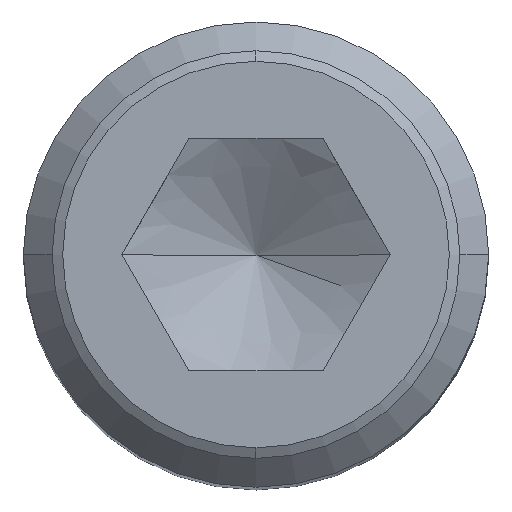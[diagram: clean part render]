
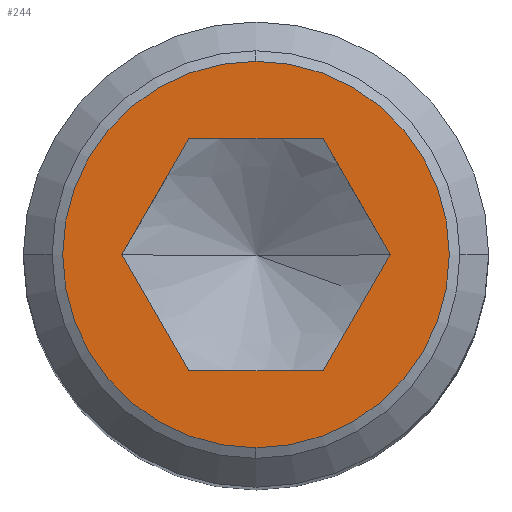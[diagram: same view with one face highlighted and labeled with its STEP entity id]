
A CAD part, top view. The second image highlights one B-rep face of the part: STEP entity #244.
In plain terms, the highlighted planar face has unit normal (0, 0, 1).
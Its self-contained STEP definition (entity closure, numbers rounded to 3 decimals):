
#134=VERTEX_POINT('',#351);
#172=EDGE_CURVE('',#176,#274,#392,.T.);
#176=VERTEX_POINT('',#396);
#204=EDGE_CURVE('',#246,#214,#428,.T.);
#214=VERTEX_POINT('',#440);
#232=VERTEX_POINT('',#461);
#238=EDGE_CURVE('',#282,#246,#467,.T.);
#244=ADVANCED_FACE('',(#474,#475),#476,.T.);
#246=VERTEX_POINT('',#478);
#266=EDGE_CURVE('',#274,#282,#500,.T.);
#274=VERTEX_POINT('',#508);
#282=VERTEX_POINT('',#518);
#284=EDGE_CURVE('',#214,#134,#520,.T.);
#290=EDGE_CURVE('',#310,#232,#527,.T.);
#298=EDGE_CURVE('',#232,#310,#535,.T.);
#310=VERTEX_POINT('',#547);
#322=EDGE_CURVE('',#134,#176,#561,.T.);
#351=CARTESIAN_POINT('',(-1.155,2.0,0.));
#392=LINE('',#675,#676);
#396=CARTESIAN_POINT('',(1.155,2.0,0.));
#428=LINE('',#728,#729);
#440=CARTESIAN_POINT('',(-2.309,0.0,0.));
#461=CARTESIAN_POINT('',(0.,3.323,0.));
#467=LINE('',#783,#784);
#474=FACE_BOUND('',#791,.T.);
#475=FACE_OUTER_BOUND('',#792,.T.);
#476=PLANE('',#793);
#478=CARTESIAN_POINT('',(-1.155,-2.0,0.));
#500=LINE('',#823,#824);
#508=CARTESIAN_POINT('',(2.309,0.0,0.));
#518=CARTESIAN_POINT('',(1.155,-2.0,0.));
#520=LINE('',#848,#849);
#527=CIRCLE('',#858,3.323);
#535=CIRCLE('',#870,3.323);
#547=CARTESIAN_POINT('',(0.,-3.323,0.));
#561=LINE('',#914,#915);
#675=CARTESIAN_POINT('',(2.021,0.5,0.));
#676=VECTOR('',#956,1.0);
#728=CARTESIAN_POINT('',(-2.021,-0.5,0.));
#729=VECTOR('',#998,1.0);
#783=CARTESIAN_POINT('',(-0.577,-2.0,0.));
#784=VECTOR('',#1054,1.0);
#791=EDGE_LOOP('',(#1064,#1065,#1066,#1067,#1068,#1069));
#792=EDGE_LOOP('',(#1070,#1071));
#793=AXIS2_PLACEMENT_3D('',#1072,#1073,#1074);
#823=CARTESIAN_POINT('',(1.443,-1.5,0.));
#824=VECTOR('',#1097,1.0);
#848=CARTESIAN_POINT('',(-1.443,1.5,0.));
#849=VECTOR('',#1117,1.0);
#858=AXIS2_PLACEMENT_3D('',#1127,#1128,#1129);
#870=AXIS2_PLACEMENT_3D('',#1139,#1140,#1141);
#914=CARTESIAN_POINT('',(0.577,2.0,0.));
#915=VECTOR('',#1169,1.0);
#956=DIRECTION('',(0.5,-0.866,0.));
#998=DIRECTION('',(-0.5,0.866,0.));
#1054=DIRECTION('',(-1.0,0.0,0.0));
#1064=ORIENTED_EDGE('',*,*,#204,.T.);
#1065=ORIENTED_EDGE('',*,*,#284,.T.);
#1066=ORIENTED_EDGE('',*,*,#322,.T.);
#1067=ORIENTED_EDGE('',*,*,#172,.T.);
#1068=ORIENTED_EDGE('',*,*,#266,.T.);
#1069=ORIENTED_EDGE('',*,*,#238,.T.);
#1070=ORIENTED_EDGE('',*,*,#298,.T.);
#1071=ORIENTED_EDGE('',*,*,#290,.T.);
#1072=CARTESIAN_POINT('',(-2.855,0.,0.));
#1073=DIRECTION('',(0.0,0.0,1.0));
#1074=DIRECTION('',(-1.0,0.,0.0));
#1097=DIRECTION('',(-0.5,-0.866,0.));
#1117=DIRECTION('',(0.5,0.866,0.));
#1127=CARTESIAN_POINT('',(0.,0.,0.));
#1128=DIRECTION('',(0.0,0.0,1.0));
#1129=DIRECTION('',(0.,1.0,0.0));
#1139=CARTESIAN_POINT('',(0.,0.,0.));
#1140=DIRECTION('',(0.0,0.0,1.0));
#1141=DIRECTION('',(0.,1.0,0.0));
#1169=DIRECTION('',(1.0,0.0,0.0));
